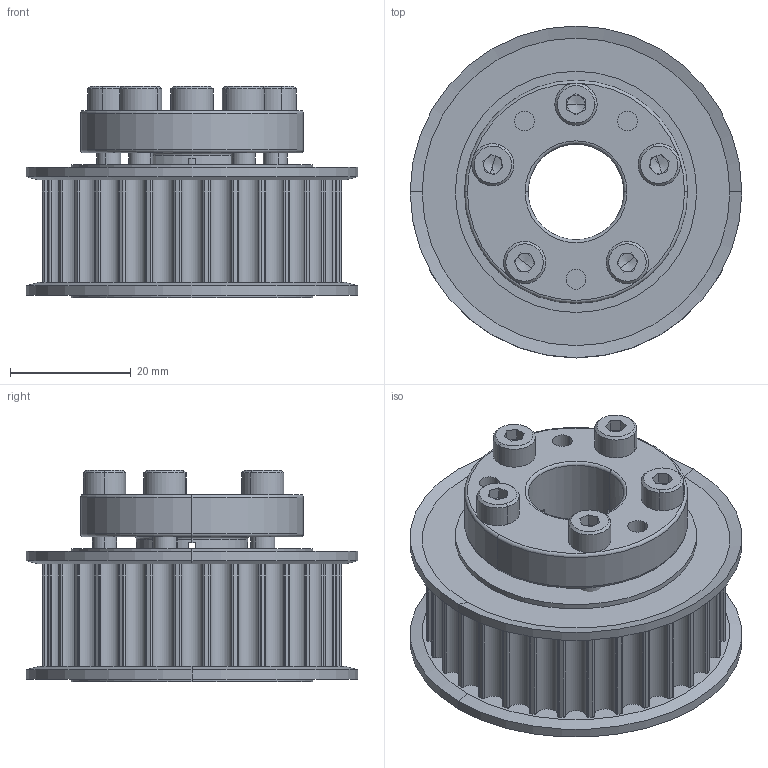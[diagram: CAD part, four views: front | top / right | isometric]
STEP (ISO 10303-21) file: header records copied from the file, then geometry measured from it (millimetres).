
FILE_DESCRIPTION (( 'STEP AP203' ), '1' );
FILE_NAME ('A32-5M15-SPBO-0625.step', '2023-08-24T19:11:41', ( '' ), ( '' ), 'SwSTEP 2.0', 'SolidWorks 2021', '' );
FILE_SCHEMA (( 'CONFIG_CONTROL_DESIGN' ));
Length unit declared in the file: millimetre
Products named in the file (1): A32-5M15-SPBO-0625
Bounding box: 55 x 55 x 35 mm (x, y, z)
Volume: 41980.1 mm3; surface area: 21881.8 mm2
Topology: 9 solids, 9 shells, 394 faces, 1017 edges, 638 vertices
Faces by surface type: cylinder 227, plane 101, cone 54, torus 12
Entity records: 12186 total; most frequent: DIRECTION 2323, CARTESIAN_POINT 2106, ORIENTED_EDGE 1994, EDGE_CURVE 997, AXIS2_PLACEMENT_3D 947, VERTEX_POINT 638, CIRCLE 552, EDGE_LOOP 435
